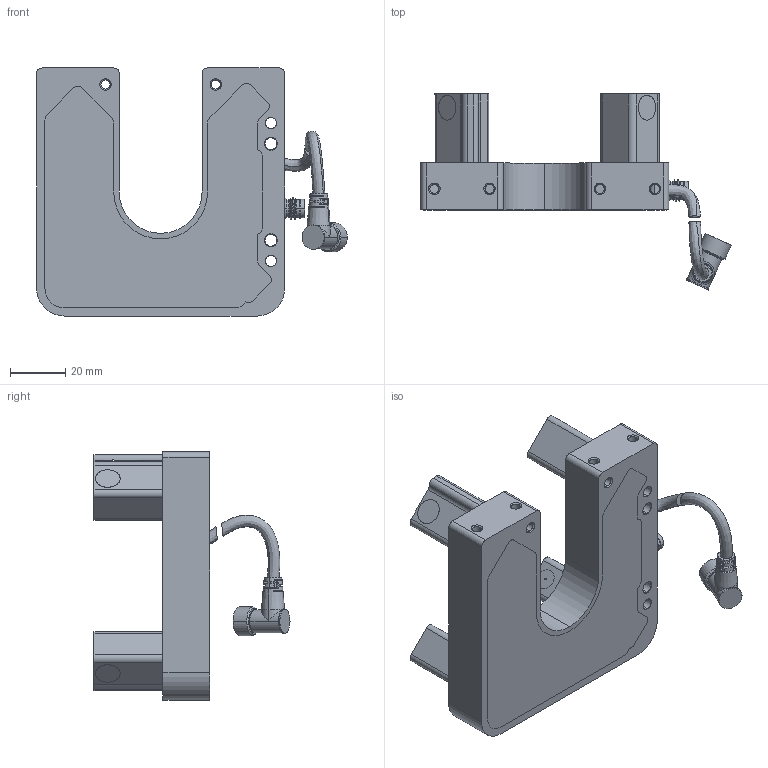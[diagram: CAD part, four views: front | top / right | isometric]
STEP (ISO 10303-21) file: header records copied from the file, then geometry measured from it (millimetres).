
FILE_DESCRIPTION (( 'STEP AP203' ), '1' );
FILE_NAME ('OGLW2-70T5-2PO6.STEP', '2014-11-04T08:10:56', ( '' ), ( '' ), 'SwSTEP 2.0', 'SolidWorks 2014', '' );
FILE_SCHEMA (( 'CONFIG_CONTROL_DESIGN' ));
Length unit declared in the file: millimetre
Products named in the file (1): OGLW2-70T5-2PO6
Bounding box: 112.74 x 71.12 x 90 mm (x, y, z)
Surface area: 31897.6 mm2 (no closed solid volume)
Topology: 0 solids, 21 shells, 328 faces, 945 edges, 636 vertices
Faces by surface type: cylinder 160, plane 81, cone 69, bspline 9, sphere 5, torus 4
Entity records: 12734 total; most frequent: CARTESIAN_POINT 4074, DIRECTION 1905, ORIENTED_EDGE 1635, EDGE_CURVE 930, AXIS2_PLACEMENT_3D 763, VERTEX_POINT 626, CIRCLE 443, EDGE_LOOP 386
